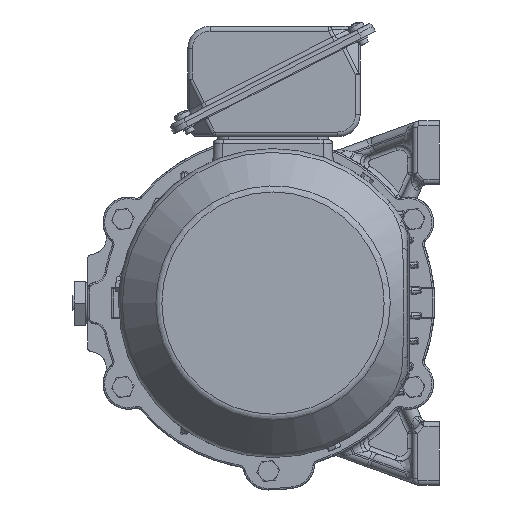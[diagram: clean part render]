
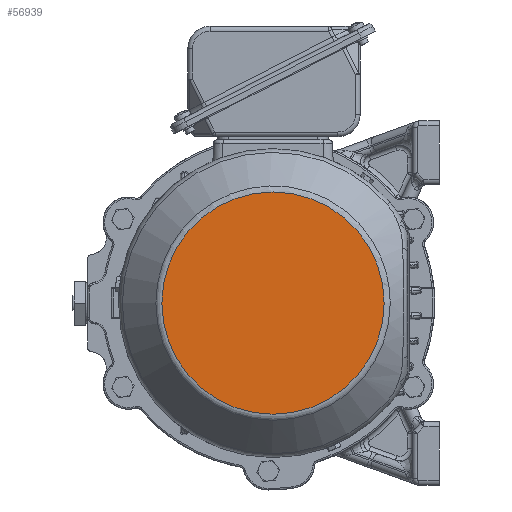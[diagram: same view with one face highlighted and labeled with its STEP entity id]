
A CAD part, left-side view. The second image highlights one B-rep face of the part: STEP entity #56939.
In plain terms, the highlighted planar face has unit normal (-1, 0, 0).
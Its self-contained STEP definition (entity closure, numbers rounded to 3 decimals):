
#11058 = VERTEX_POINT ( 'NONE', #67852 ) ;
#18968 = CIRCLE ( 'NONE', #47240, 70.168 ) ;
#32659 = DIRECTION ( 'NONE',  ( 1., 0., 0. ) ) ;
#45684 = CARTESIAN_POINT ( 'NONE',  ( -313.6, 69.5, 0. ) ) ;
#47240 = AXIS2_PLACEMENT_3D ( 'NONE', #49729, #73759, #74176 ) ;
#49729 = CARTESIAN_POINT ( 'NONE',  ( -313.6, -3., 0. ) ) ;
#50727 = PLANE ( 'NONE',  #61961 ) ;
#51571 = FACE_OUTER_BOUND ( 'NONE', #55823, .T. ) ;
#55823 = EDGE_LOOP ( 'NONE', ( #80027 ) ) ;
#56939 = ADVANCED_FACE ( 'NONE', ( #51571 ), #50727, .F. ) ;
#61961 = AXIS2_PLACEMENT_3D ( 'NONE', #45684, #32659, #71359 ) ;
#67852 = CARTESIAN_POINT ( 'NONE',  ( -313.6, -73.168, 0. ) ) ;
#71359 = DIRECTION ( 'NONE',  ( 0., -1., 0. ) ) ;
#73759 = DIRECTION ( 'NONE',  ( -1., 0., 0. ) ) ;
#74176 = DIRECTION ( 'NONE',  ( 0., -1., 0. ) ) ;
#80027 = ORIENTED_EDGE ( 'NONE', *, *, #81504, .T. ) ;
#81504 = EDGE_CURVE ( 'NONE', #11058, #11058, #18968, .T. ) ;
